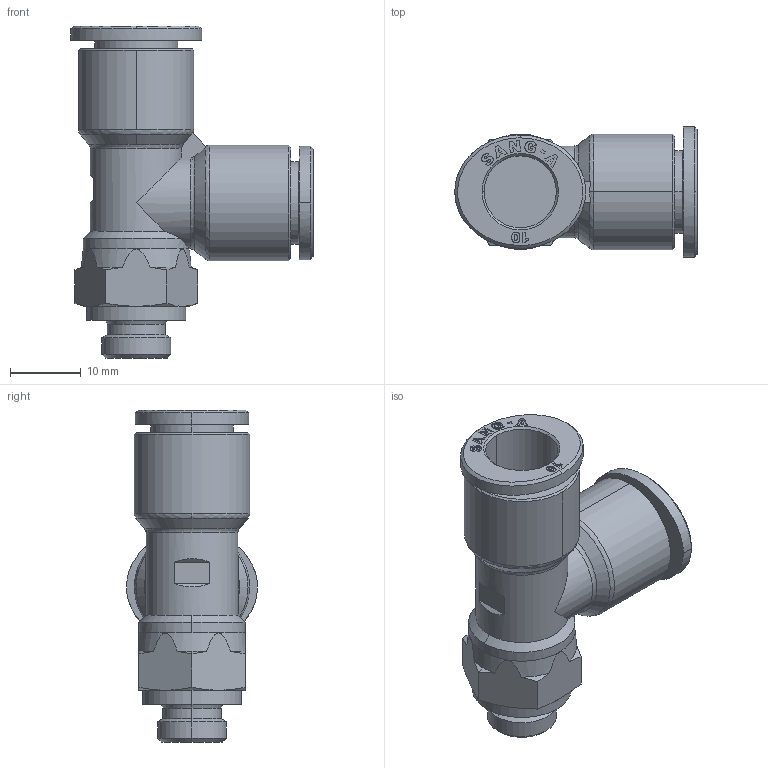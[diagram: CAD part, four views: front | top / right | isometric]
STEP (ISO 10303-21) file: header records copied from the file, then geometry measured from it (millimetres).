
FILE_DESCRIPTION (( 'STEP AP214' ), '1' );
FILE_NAME ('PST10-G01.stp', '2015-10-14T08:24:07', ( '' ), ( '' ), 'SwSTEP 2.0', 'SolidWorks 2015', '' );
FILE_SCHEMA (( 'AUTOMOTIVE_DESIGN' ));
Length unit declared in the file: millimetre
Products named in the file (2): ｦ+ﾃｦ1; PST10-G01
Assembly tree (1 placements, depth 2):
  PST10-G01
    ｦ+ﾃｦ1
Bounding box: 34.25 x 18.5 x 46.9 mm (x, y, z)
Volume: 7829 mm3; surface area: 5547.6 mm2
Topology: 1 solids, 1 shells, 882 faces, 2508 edges, 1659 vertices
Faces by surface type: plane 780, cone 49, cylinder 28, bspline 22, torus 3
Entity records: 30697 total; most frequent: CARTESIAN_POINT 6953, ORIENTED_EDGE 5012, DIRECTION 4243, EDGE_CURVE 2506, VECTOR 2277, LINE 2277, VERTEX_POINT 1659, AXIS2_PLACEMENT_3D 983
